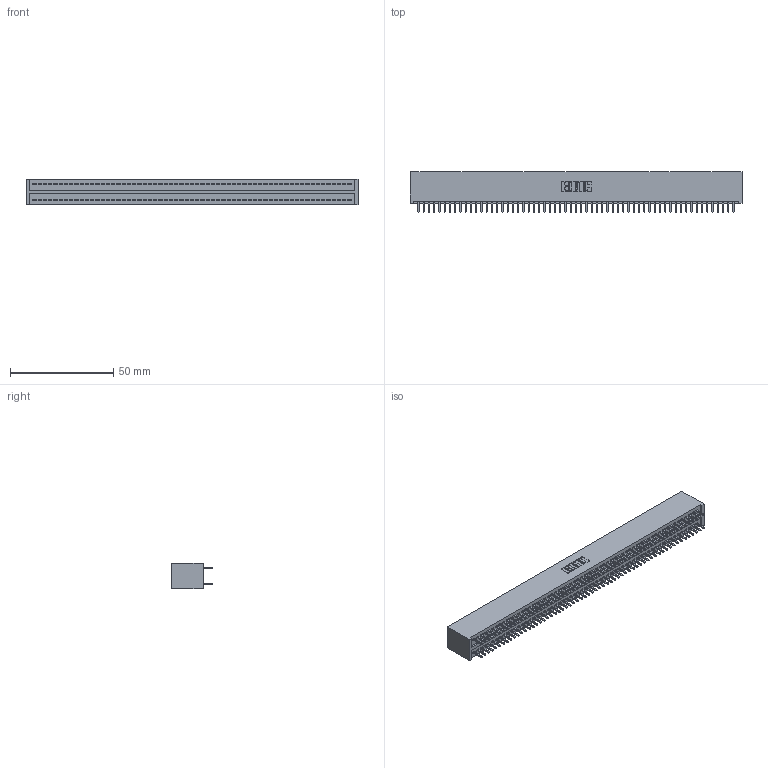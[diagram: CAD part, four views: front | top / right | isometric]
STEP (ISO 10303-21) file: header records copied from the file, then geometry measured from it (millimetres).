
FILE_DESCRIPTION (( 'STEP AP203' ), '1' );
FILE_NAME ('325-122-520-201.STEP', '2020-02-25T08:54:49', ( '' ), ( '' ), 'SwSTEP 2.0', 'SolidWorks 2016', '' );
FILE_SCHEMA (( 'CONFIG_CONTROL_DESIGN' ));
Length unit declared in the file: inch
Products named in the file (3): 325-292-001_325-293-120; 325 Part_Lugless; 325-122-520-201
Assembly tree (123 placements, depth 2):
  325-122-520-201
    325 Part_Lugless
    325-292-001_325-293-120  x122
Bounding box: 160.58 x 19.68 x 12.45 mm (x, y, z)
Volume: 21488.4 mm3; surface area: 26873.9 mm2
Topology: 123 solids, 123 shells, 6450 faces, 19197 edges, 12634 vertices
Faces by surface type: plane 4458, cylinder 1992
Entity records: 36527 total; most frequent: CARTESIAN_POINT 6030, ORIENTED_EDGE 5966, DIRECTION 5111, EDGE_CURVE 2983, LINE 2863, VECTOR 2863, VERTEX_POINT 1986, AXIS2_PLACEMENT_3D 1124
